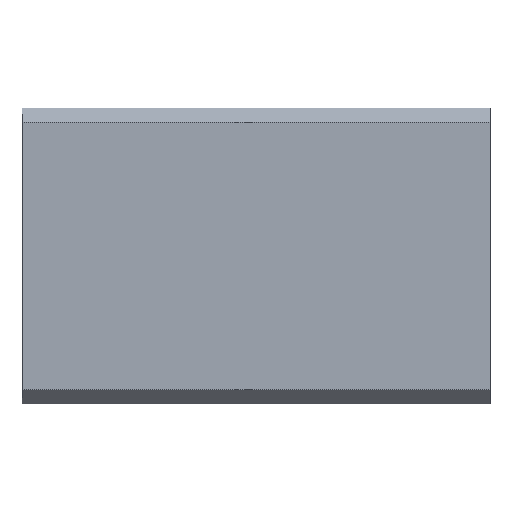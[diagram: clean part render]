
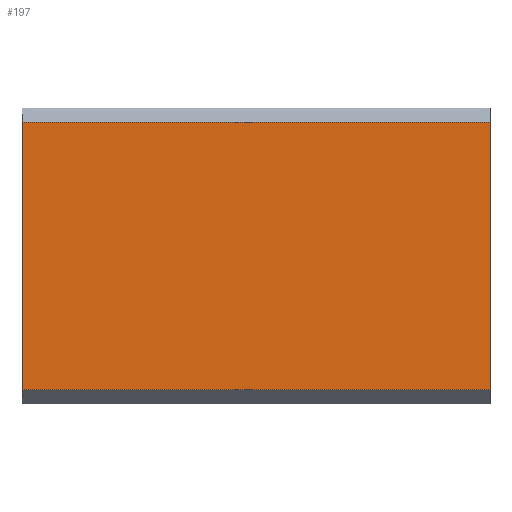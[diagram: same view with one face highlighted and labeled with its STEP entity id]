
A CAD part, front view. The second image highlights one B-rep face of the part: STEP entity #197.
In plain terms, the highlighted planar face has unit normal (0, -1, 0).
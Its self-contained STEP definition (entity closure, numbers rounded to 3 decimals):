
#16=PLANE('',#226);
#27=FACE_OUTER_BOUND('',#38,.T.);
#38=EDGE_LOOP('',(#151,#152,#153,#154));
#51=LINE('',#309,#73);
#52=LINE('',#311,#74);
#53=LINE('',#313,#75);
#54=LINE('',#314,#76);
#73=VECTOR('',#256,10.);
#74=VECTOR('',#257,10.);
#75=VECTOR('',#258,10.);
#76=VECTOR('',#259,10.);
#101=VERTEX_POINT('',#307);
#102=VERTEX_POINT('',#308);
#103=VERTEX_POINT('',#310);
#104=VERTEX_POINT('',#312);
#121=EDGE_CURVE('',#101,#102,#51,.T.);
#122=EDGE_CURVE('',#103,#101,#52,.T.);
#123=EDGE_CURVE('',#103,#104,#53,.T.);
#124=EDGE_CURVE('',#104,#102,#54,.T.);
#151=ORIENTED_EDGE('',*,*,#121,.F.);
#152=ORIENTED_EDGE('',*,*,#122,.F.);
#153=ORIENTED_EDGE('',*,*,#123,.T.);
#154=ORIENTED_EDGE('',*,*,#124,.T.);
#197=ADVANCED_FACE('',(#27),#16,.T.);
#226=AXIS2_PLACEMENT_3D('',#306,#254,#255);
#254=DIRECTION('center_axis',(0.,-1.,0.));
#255=DIRECTION('ref_axis',(0.,0.,1.));
#256=DIRECTION('',(0.,0.,1.));
#257=DIRECTION('',(-1.,0.,0.));
#258=DIRECTION('',(0.,0.,1.));
#259=DIRECTION('',(-1.,0.,0.));
#306=CARTESIAN_POINT('Origin',(30.,60.,-1.));
#307=CARTESIAN_POINT('',(-26.,60.,-1.));
#308=CARTESIAN_POINT('',(-26.,60.,31.));
#309=CARTESIAN_POINT('',(-26.,60.,7.));
#310=CARTESIAN_POINT('',(30.,60.,-1.));
#311=CARTESIAN_POINT('',(30.,60.,-1.));
#312=CARTESIAN_POINT('',(30.,60.,31.));
#313=CARTESIAN_POINT('',(30.,60.,-1.));
#314=CARTESIAN_POINT('',(30.,60.,31.));
